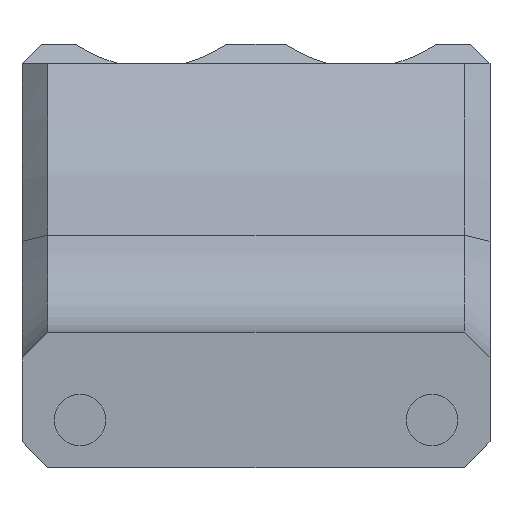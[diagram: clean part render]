
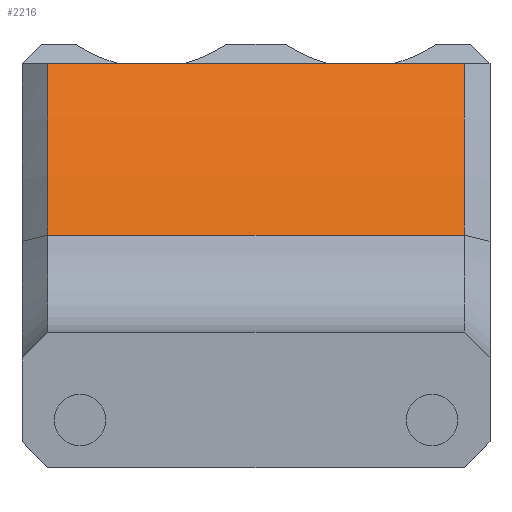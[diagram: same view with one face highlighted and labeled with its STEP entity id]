
A CAD part, front view. The second image highlights one B-rep face of the part: STEP entity #2216.
In plain terms, the highlighted cylindrical face has radius 45 mm (diameter 90 mm), a partial arc.
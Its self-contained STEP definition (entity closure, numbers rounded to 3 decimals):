
#16=CYLINDRICAL_SURFACE('',#2331,45.);
#38=CIRCLE('',#2319,45.);
#42=CIRCLE('',#2327,45.);
#285=LINE('',#5735,#464);
#286=LINE('',#5736,#465);
#464=VECTOR('',#2644,10.);
#465=VECTOR('',#2645,45.);
#664=FACE_OUTER_BOUND('',#804,.T.);
#804=EDGE_LOOP('',(#1912,#1913,#1914,#1915));
#1074=VERTEX_POINT('',#5695);
#1075=VERTEX_POINT('',#5699);
#1082=VERTEX_POINT('',#5723);
#1083=VERTEX_POINT('',#5727);
#1356=EDGE_CURVE('',#1074,#1075,#38,.T.);
#1371=EDGE_CURVE('',#1083,#1082,#42,.T.);
#1374=EDGE_CURVE('',#1074,#1082,#285,.T.);
#1375=EDGE_CURVE('',#1083,#1075,#286,.T.);
#1912=ORIENTED_EDGE('',*,*,#1356,.F.);
#1913=ORIENTED_EDGE('',*,*,#1374,.T.);
#1914=ORIENTED_EDGE('',*,*,#1371,.F.);
#1915=ORIENTED_EDGE('',*,*,#1375,.T.);
#2216=ADVANCED_FACE('',(#664),#16,.T.);
#2319=AXIS2_PLACEMENT_3D('',#5700,#2607,#2608);
#2327=AXIS2_PLACEMENT_3D('',#5729,#2633,#2634);
#2331=AXIS2_PLACEMENT_3D('',#5734,#2642,#2643);
#2607=DIRECTION('center_axis',(1.,0.,0.));
#2608=DIRECTION('ref_axis',(0.,-0.969,0.248));
#2633=DIRECTION('center_axis',(-1.,0.,0.));
#2634=DIRECTION('ref_axis',(0.,-0.969,0.248));
#2642=DIRECTION('center_axis',(-1.,0.,0.));
#2643=DIRECTION('ref_axis',(0.,-0.969,0.248));
#2644=DIRECTION('',(-1.,0.,0.));
#2645=DIRECTION('',(1.,0.,0.));
#5695=CARTESIAN_POINT('',(80.908,378.937,57.376));
#5699=CARTESIAN_POINT('',(80.908,373.124,44.094));
#5700=CARTESIAN_POINT('Origin',(80.908,416.717,32.928));
#5723=CARTESIAN_POINT('',(48.653,378.937,57.376));
#5727=CARTESIAN_POINT('',(48.653,373.124,44.094));
#5729=CARTESIAN_POINT('Origin',(48.653,416.717,32.928));
#5734=CARTESIAN_POINT('Origin',(46.653,416.717,32.928));
#5735=CARTESIAN_POINT('',(46.653,378.937,57.376));
#5736=CARTESIAN_POINT('',(46.653,373.124,44.094));
